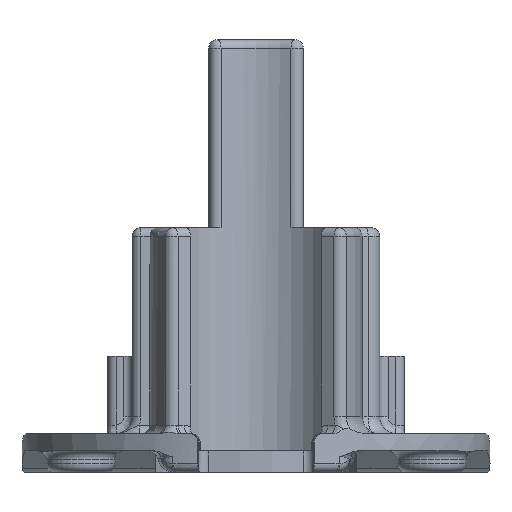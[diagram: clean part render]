
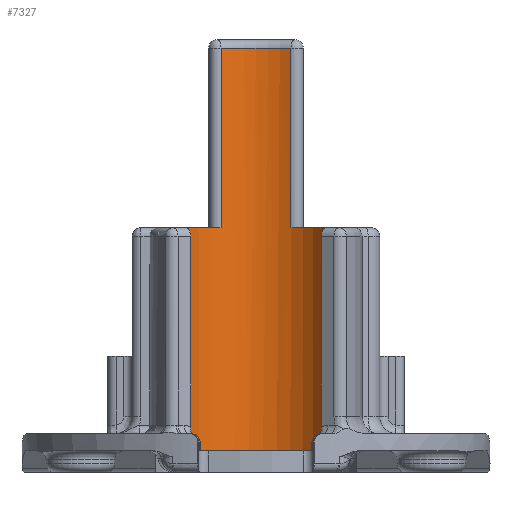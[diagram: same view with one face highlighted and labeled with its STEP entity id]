
A CAD part, left-side view. The second image highlights one B-rep face of the part: STEP entity #7327.
In plain terms, the highlighted cylindrical face has radius 9.5 mm (diameter 19 mm), a partial arc.
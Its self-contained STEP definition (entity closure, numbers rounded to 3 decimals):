
#437=B_SPLINE_CURVE_WITH_KNOTS('',3,(#13175,#13176,#13177,#13178,#13179,
#13180,#13181,#13182,#13183,#13184),.UNSPECIFIED.,.F.,.F.,(4,2,2,2,4),(-0.001,
0.,0.097,0.157,0.205),
 .UNSPECIFIED.);
#455=B_SPLINE_CURVE_WITH_KNOTS('',3,(#13661,#13662,#13663,#13664,#13665,
#13666,#13667,#13668,#13669,#13670),.UNSPECIFIED.,.F.,.F.,(4,2,2,2,4),(0.605,
0.643,0.68,0.718,0.756),
 .UNSPECIFIED.);
#457=B_SPLINE_CURVE_WITH_KNOTS('',3,(#13735,#13736,#13737,#13738,#13739,
#13740,#13741,#13742,#13743,#13744),.UNSPECIFIED.,.F.,.F.,(4,2,2,2,4),(0.,
0.047,0.107,0.203,0.203),
 .UNSPECIFIED.);
#458=B_SPLINE_CURVE_WITH_KNOTS('',3,(#13748,#13749,#13750,#13751,#13752,
#13753,#13754,#13755,#13756,#13757),.UNSPECIFIED.,.F.,.F.,(4,2,2,2,4),(0.454,
0.492,0.53,0.567,0.605),
 .UNSPECIFIED.);
#850=FACE_OUTER_BOUND('',#1284,.T.);
#1284=EDGE_LOOP('',(#5949,#5950,#5951,#5952,#5953,#5954,#5955,#5956,#5957,
#5958,#5959,#5960,#5961,#5962,#5963,#5964));
#1897=LINE('',#13723,#2467);
#1898=LINE('',#13727,#2468);
#1899=LINE('',#13731,#2469);
#1900=LINE('',#13746,#2470);
#1901=LINE('',#13761,#2471);
#1902=LINE('',#13764,#2472);
#2467=VECTOR('',#8988,10.);
#2468=VECTOR('',#8991,10.);
#2469=VECTOR('',#8994,10.);
#2470=VECTOR('',#8997,10.);
#2471=VECTOR('',#9000,10.);
#2472=VECTOR('',#9003,10.);
#2724=CIRCLE('',#7760,9.5);
#2730=CIRCLE('',#7767,9.5);
#2731=CIRCLE('',#7768,9.5);
#2732=CIRCLE('',#7769,9.5);
#2733=CIRCLE('',#7770,9.5);
#2734=CIRCLE('',#7771,9.5);
#3316=VERTEX_POINT('',#13142);
#3317=VERTEX_POINT('',#13174);
#3388=VERTEX_POINT('',#13659);
#3389=VERTEX_POINT('',#13660);
#3393=VERTEX_POINT('',#13705);
#3401=VERTEX_POINT('',#13724);
#3402=VERTEX_POINT('',#13726);
#3403=VERTEX_POINT('',#13728);
#3404=VERTEX_POINT('',#13730);
#3405=VERTEX_POINT('',#13732);
#3406=VERTEX_POINT('',#13734);
#3407=VERTEX_POINT('',#13745);
#3408=VERTEX_POINT('',#13747);
#3409=VERTEX_POINT('',#13758);
#3410=VERTEX_POINT('',#13760);
#3411=VERTEX_POINT('',#13762);
#4207=EDGE_CURVE('',#3316,#3317,#437,.T.);
#4307=EDGE_CURVE('',#3388,#3389,#455,.T.);
#4319=EDGE_CURVE('',#3389,#3393,#2724,.T.);
#4328=EDGE_CURVE('',#3317,#3388,#1897,.T.);
#4329=EDGE_CURVE('',#3401,#3316,#2730,.T.);
#4330=EDGE_CURVE('',#3402,#3401,#1898,.T.);
#4331=EDGE_CURVE('',#3403,#3402,#2731,.T.);
#4332=EDGE_CURVE('',#3404,#3403,#1899,.T.);
#4333=EDGE_CURVE('',#3405,#3404,#2732,.T.);
#4334=EDGE_CURVE('',#3406,#3405,#457,.T.);
#4335=EDGE_CURVE('',#3407,#3406,#1900,.T.);
#4336=EDGE_CURVE('',#3408,#3407,#458,.T.);
#4337=EDGE_CURVE('',#3409,#3408,#2733,.T.);
#4338=EDGE_CURVE('',#3410,#3409,#1901,.T.);
#4339=EDGE_CURVE('',#3411,#3410,#2734,.T.);
#4340=EDGE_CURVE('',#3393,#3411,#1902,.T.);
#5949=ORIENTED_EDGE('',*,*,#4307,.F.);
#5950=ORIENTED_EDGE('',*,*,#4328,.F.);
#5951=ORIENTED_EDGE('',*,*,#4207,.F.);
#5952=ORIENTED_EDGE('',*,*,#4329,.F.);
#5953=ORIENTED_EDGE('',*,*,#4330,.F.);
#5954=ORIENTED_EDGE('',*,*,#4331,.F.);
#5955=ORIENTED_EDGE('',*,*,#4332,.F.);
#5956=ORIENTED_EDGE('',*,*,#4333,.F.);
#5957=ORIENTED_EDGE('',*,*,#4334,.F.);
#5958=ORIENTED_EDGE('',*,*,#4335,.F.);
#5959=ORIENTED_EDGE('',*,*,#4336,.F.);
#5960=ORIENTED_EDGE('',*,*,#4337,.F.);
#5961=ORIENTED_EDGE('',*,*,#4338,.F.);
#5962=ORIENTED_EDGE('',*,*,#4339,.F.);
#5963=ORIENTED_EDGE('',*,*,#4340,.F.);
#5964=ORIENTED_EDGE('',*,*,#4319,.F.);
#7020=CYLINDRICAL_SURFACE('',#7766,9.5);
#7327=ADVANCED_FACE('',(#850),#7020,.F.);
#7760=AXIS2_PLACEMENT_3D('',#13706,#8971,#8972);
#7766=AXIS2_PLACEMENT_3D('',#13722,#8986,#8987);
#7767=AXIS2_PLACEMENT_3D('',#13725,#8989,#8990);
#7768=AXIS2_PLACEMENT_3D('',#13729,#8992,#8993);
#7769=AXIS2_PLACEMENT_3D('',#13733,#8995,#8996);
#7770=AXIS2_PLACEMENT_3D('',#13759,#8998,#8999);
#7771=AXIS2_PLACEMENT_3D('',#13763,#9001,#9002);
#8971=DIRECTION('center_axis',(0.,0.,-1.));
#8972=DIRECTION('ref_axis',(0.597,0.802,0.));
#8986=DIRECTION('center_axis',(0.,0.,-1.));
#8987=DIRECTION('ref_axis',(1.,0.,0.));
#8988=DIRECTION('',(0.,0.,1.));
#8989=DIRECTION('center_axis',(0.,0.,-1.));
#8990=DIRECTION('ref_axis',(-0.687,0.727,0.));
#8991=DIRECTION('',(0.,0.,1.));
#8992=DIRECTION('center_axis',(0.,0.,1.));
#8993=DIRECTION('ref_axis',(1.,0.,0.));
#8994=DIRECTION('',(0.,0.,-1.));
#8995=DIRECTION('center_axis',(0.,0.,-1.));
#8996=DIRECTION('ref_axis',(-0.687,-0.727,0.));
#8997=DIRECTION('',(0.,0.,-1.));
#8998=DIRECTION('center_axis',(0.,0.,-1.));
#8999=DIRECTION('ref_axis',(0.597,0.802,0.));
#9000=DIRECTION('',(0.,0.,-1.));
#9001=DIRECTION('center_axis',(0.,0.,-1.));
#9002=DIRECTION('ref_axis',(1.,0.,0.));
#9003=DIRECTION('',(0.,0.,1.));
#13142=CARTESIAN_POINT('',(-24.531,6.899,3.5));
#13174=CARTESIAN_POINT('',(-23.674,7.62,5.261));
#13175=CARTESIAN_POINT('Ctrl Pts',(-24.531,6.899,3.5));
#13176=CARTESIAN_POINT('Ctrl Pts',(-24.53,6.9,3.501));
#13177=CARTESIAN_POINT('Ctrl Pts',(-24.529,6.901,3.503));
#13178=CARTESIAN_POINT('Ctrl Pts',(-24.356,7.064,3.727));
#13179=CARTESIAN_POINT('Ctrl Pts',(-24.177,7.22,3.934));
#13180=CARTESIAN_POINT('Ctrl Pts',(-23.925,7.427,4.331));
#13181=CARTESIAN_POINT('Ctrl Pts',(-23.821,7.508,4.523));
#13182=CARTESIAN_POINT('Ctrl Pts',(-23.697,7.603,4.933));
#13183=CARTESIAN_POINT('Ctrl Pts',(-23.674,7.62,5.104));
#13184=CARTESIAN_POINT('Ctrl Pts',(-23.674,7.62,5.261));
#13659=CARTESIAN_POINT('',(-23.674,7.62,27.5));
#13660=CARTESIAN_POINT('',(-22.84,8.175,28.5));
#13661=CARTESIAN_POINT('Ctrl Pts',(-23.674,7.62,27.5));
#13662=CARTESIAN_POINT('Ctrl Pts',(-23.674,7.62,27.626));
#13663=CARTESIAN_POINT('Ctrl Pts',(-23.654,7.635,27.76));
#13664=CARTESIAN_POINT('Ctrl Pts',(-23.571,7.695,28.006));
#13665=CARTESIAN_POINT('Ctrl Pts',(-23.509,7.74,28.118));
#13666=CARTESIAN_POINT('Ctrl Pts',(-23.363,7.842,28.296));
#13667=CARTESIAN_POINT('Ctrl Pts',(-23.27,7.905,28.373));
#13668=CARTESIAN_POINT('Ctrl Pts',(-23.063,8.04,28.475));
#13669=CARTESIAN_POINT('Ctrl Pts',(-22.948,8.11,28.5));
#13670=CARTESIAN_POINT('Ctrl Pts',(-22.84,8.175,28.5));
#13705=CARTESIAN_POINT('',(-9.417,4.071,28.5));
#13706=CARTESIAN_POINT('Origin',(-18.,0.,28.5));
#13722=CARTESIAN_POINT('Origin',(-18.,0.,4.5));
#13723=CARTESIAN_POINT('',(-23.674,7.62,4.5));
#13724=CARTESIAN_POINT('',(-24.643,6.791,3.5));
#13725=CARTESIAN_POINT('Origin',(-18.,0.,3.5));
#13726=CARTESIAN_POINT('',(-24.643,6.791,2.5));
#13727=CARTESIAN_POINT('',(-24.643,6.791,2.5));
#13728=CARTESIAN_POINT('',(-24.643,-6.791,2.5));
#13729=CARTESIAN_POINT('Origin',(-18.,0.,2.5));
#13730=CARTESIAN_POINT('',(-24.643,-6.791,3.5));
#13731=CARTESIAN_POINT('',(-24.643,-6.791,4.5));
#13732=CARTESIAN_POINT('',(-24.531,-6.899,3.5));
#13733=CARTESIAN_POINT('Origin',(-18.,0.,3.5));
#13734=CARTESIAN_POINT('',(-23.674,-7.62,5.261));
#13735=CARTESIAN_POINT('Ctrl Pts',(-23.674,-7.62,
5.261));
#13736=CARTESIAN_POINT('Ctrl Pts',(-23.674,-7.62,
5.104));
#13737=CARTESIAN_POINT('Ctrl Pts',(-23.697,-7.603,
4.933));
#13738=CARTESIAN_POINT('Ctrl Pts',(-23.821,-7.508,
4.523));
#13739=CARTESIAN_POINT('Ctrl Pts',(-23.925,-7.427,
4.331));
#13740=CARTESIAN_POINT('Ctrl Pts',(-24.177,-7.22,
3.934));
#13741=CARTESIAN_POINT('Ctrl Pts',(-24.356,-7.064,
3.727));
#13742=CARTESIAN_POINT('Ctrl Pts',(-24.529,-6.901,
3.503));
#13743=CARTESIAN_POINT('Ctrl Pts',(-24.53,-6.9,
3.501));
#13744=CARTESIAN_POINT('Ctrl Pts',(-24.531,-6.899,
3.5));
#13745=CARTESIAN_POINT('',(-23.674,-7.62,27.5));
#13746=CARTESIAN_POINT('',(-23.674,-7.62,4.5));
#13747=CARTESIAN_POINT('',(-22.84,-8.175,28.5));
#13748=CARTESIAN_POINT('Ctrl Pts',(-22.84,-8.175,
28.5));
#13749=CARTESIAN_POINT('Ctrl Pts',(-22.948,-8.11,
28.5));
#13750=CARTESIAN_POINT('Ctrl Pts',(-23.063,-8.04,
28.475));
#13751=CARTESIAN_POINT('Ctrl Pts',(-23.27,-7.905,
28.373));
#13752=CARTESIAN_POINT('Ctrl Pts',(-23.363,-7.842,
28.296));
#13753=CARTESIAN_POINT('Ctrl Pts',(-23.509,-7.74,
28.118));
#13754=CARTESIAN_POINT('Ctrl Pts',(-23.571,-7.695,28.006));
#13755=CARTESIAN_POINT('Ctrl Pts',(-23.654,-7.635,
27.76));
#13756=CARTESIAN_POINT('Ctrl Pts',(-23.674,-7.62,
27.626));
#13757=CARTESIAN_POINT('Ctrl Pts',(-23.674,-7.62,
27.5));
#13758=CARTESIAN_POINT('',(-9.417,-4.071,28.5));
#13759=CARTESIAN_POINT('Origin',(-18.,0.,28.5));
#13760=CARTESIAN_POINT('',(-9.417,-4.071,49.4));
#13761=CARTESIAN_POINT('',(-9.417,-4.071,4.5));
#13762=CARTESIAN_POINT('',(-9.417,4.071,49.4));
#13763=CARTESIAN_POINT('Origin',(-18.,0.,49.4));
#13764=CARTESIAN_POINT('',(-9.417,4.071,4.5));
